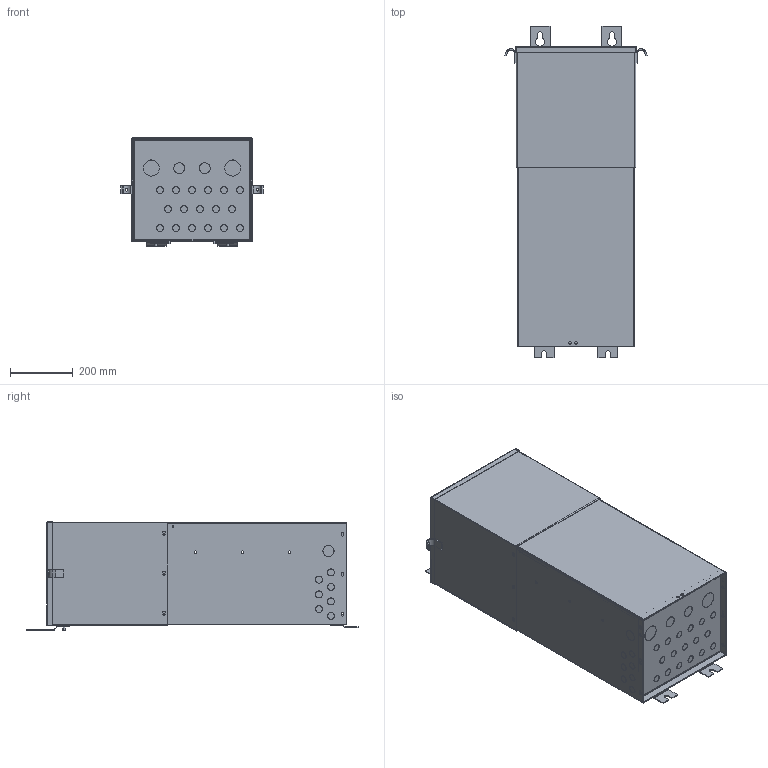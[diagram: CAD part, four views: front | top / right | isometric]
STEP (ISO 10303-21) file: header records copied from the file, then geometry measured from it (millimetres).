
FILE_DESCRIPTION (( 'STEP AP214' ), '1' );
FILE_NAME ('PT061150025SS.STEP', '2017-03-01T16:53:03', ( '' ), ( '' ), 'SwSTEP 2.0', 'SolidWorks 2017', '' );
FILE_SCHEMA (( 'AUTOMOTIVE_DESIGN' ));
Length unit declared in the file: inch
Products named in the file (11): A  1-700387-01; C  5-700372-01; A  1-85784-01; B  4-700373-01; A  2-1430301-01; B  5-700374-01; B  5-700874-01_B  4-700874-; C  4-700868-01; C  5-701199-01; PT061150025SS
Assembly tree (13 placements, depth 3):
  PT061150025SS
    C  5-701199-01
    C  4-700868-01
    B  5-700874-01_B  4-700874-
    C  5-700372-01
      C  5-700372-01
      B  5-700374-01
      A  2-1430301-01  x2
      B  4-700373-01
      A  1-85784-01  x2
    A  1-700387-01  x2
Bounding box: 452.17 x 1054.15 x 345.39 mm (x, y, z)
Volume: 2609944.5 mm3; surface area: 3435055.8 mm2
Topology: 12 solids, 12 shells, 1016 faces, 2717 edges, 1729 vertices
Faces by surface type: plane 534, cylinder 351, torus 75, cone 40, bspline 16
Entity records: 31837 total; most frequent: CARTESIAN_POINT 6454, DIRECTION 5205, ORIENTED_EDGE 5198, EDGE_CURVE 2599, AXIS2_PLACEMENT_3D 1774, VERTEX_POINT 1659, LINE 1657, VECTOR 1657
